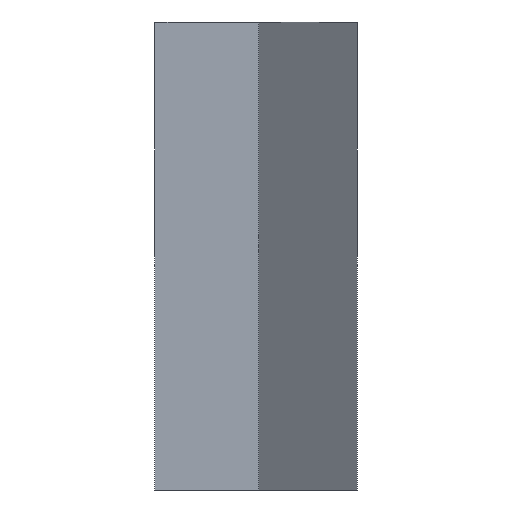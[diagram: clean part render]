
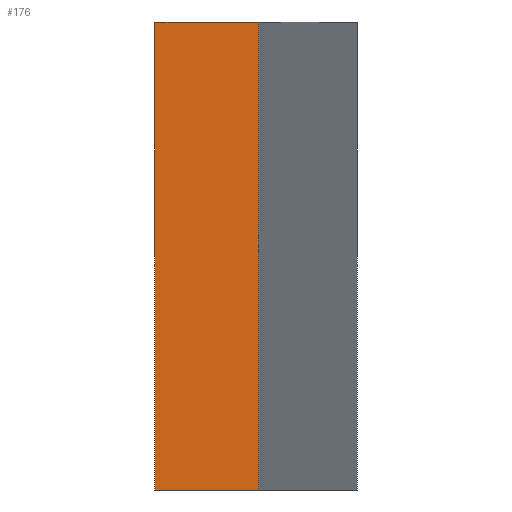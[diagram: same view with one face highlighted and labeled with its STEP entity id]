
A CAD part, left-side view. The second image highlights one B-rep face of the part: STEP entity #176.
In plain terms, the highlighted planar face has unit normal (-0.999, 0.034, 0).
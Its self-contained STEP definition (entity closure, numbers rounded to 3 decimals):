
#48=CARTESIAN_POINT('Vertex',(440.194,3.078,9.)) ;
#67=CARTESIAN_POINT('Vertex',(440.194,3.078,0.)) ;
#70=CARTESIAN_POINT('Line Origine',(440.194,3.078,4.5)) ;
#130=CARTESIAN_POINT('Vertex',(440.127,1.079,9.)) ;
#133=CARTESIAN_POINT('Line Origine',(440.127,1.079,4.5)) ;
#137=CARTESIAN_POINT('Vertex',(440.127,1.079,0.)) ;
#155=CARTESIAN_POINT('Axis2P3D Location',(440.194,3.078,0.)) ;
#160=CARTESIAN_POINT('Line Origine',(440.16,2.078,9.)) ;
#165=CARTESIAN_POINT('Line Origine',(440.16,2.078,0.)) ;
#72=VECTOR('Line Direction',#71,1.) ;
#135=VECTOR('Line Direction',#134,1.) ;
#162=VECTOR('Line Direction',#161,1.) ;
#167=VECTOR('Line Direction',#166,1.) ;
#71=DIRECTION('Vector Direction',(0.,0.,1.)) ;
#134=DIRECTION('Vector Direction',(0.,0.,1.)) ;
#156=DIRECTION('Axis2P3D Direction',(-0.999,0.034,0.)) ;
#157=DIRECTION('Axis2P3D XDirection',(-0.034,-0.999,0.)) ;
#161=DIRECTION('Vector Direction',(-0.034,-0.999,0.)) ;
#166=DIRECTION('Vector Direction',(-0.034,-0.999,0.)) ;
#158=AXIS2_PLACEMENT_3D('Plane Axis2P3D',#155,#156,#157) ;
#73=LINE('Line',#70,#72) ;
#136=LINE('Line',#133,#135) ;
#163=LINE('Line',#160,#162) ;
#168=LINE('Line',#165,#167) ;
#159=PLANE('',#158) ;
#74=EDGE_CURVE('',#68,#49,#73,.T.) ;
#139=EDGE_CURVE('',#138,#131,#136,.T.) ;
#164=EDGE_CURVE('',#131,#49,#163,.F.) ;
#169=EDGE_CURVE('',#138,#68,#168,.F.) ;
#171=ORIENTED_EDGE('',*,*,#164,.T.) ;
#172=ORIENTED_EDGE('',*,*,#74,.F.) ;
#173=ORIENTED_EDGE('',*,*,#169,.F.) ;
#174=ORIENTED_EDGE('',*,*,#139,.T.) ;
#170=EDGE_LOOP('',(#171,#172,#173,#174)) ;
#49=VERTEX_POINT('',#48) ;
#68=VERTEX_POINT('',#67) ;
#131=VERTEX_POINT('',#130) ;
#138=VERTEX_POINT('',#137) ;
#176=ADVANCED_FACE('PartBody',(#175),#159,.T.) ;
#175=FACE_OUTER_BOUND('',#170,.T.) ;
